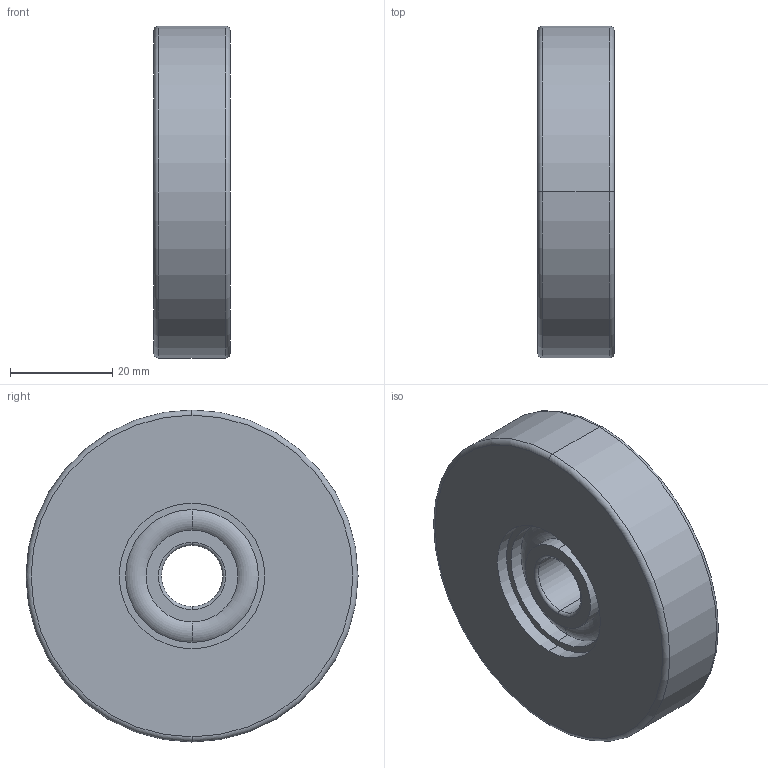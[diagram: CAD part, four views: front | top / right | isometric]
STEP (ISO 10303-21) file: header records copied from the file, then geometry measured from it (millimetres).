
FILE_DESCRIPTION (( 'STEP AP214' ), '1' );
FILE_NAME ('0037394_FPVO-065-15-10-K12.step', '2017-06-30T09:19:07', ( 'Windows-Benutzer' ), ( '' ), 'SwSTEP 2.0', 'SolidWorks 2016', '' );
FILE_SCHEMA (( 'AUTOMOTIVE_DESIGN' ));
Length unit declared in the file: millimetre
Products named in the file (3): 0037394_FPVO-065-15-10-K12; radial ball bearing_68_din_DIN 625 - 6201 - 8,SI,NC,8_68; FPVO-065-15-10-K12_Bandage
Assembly tree (2 placements, depth 2):
  0037394_FPVO-065-15-10-K12
    FPVO-065-15-10-K12_Bandage
    radial ball bearing_68_din_DIN 625 - 6201 - 8,SI,NC,8_68
Bounding box: 15 x 65 x 65 mm (x, y, z)
Volume: 44107 mm3; surface area: 13543 mm2
Topology: 2 solids, 2 shells, 44 faces, 88 edges, 52 vertices
Faces by surface type: cylinder 20, torus 16, plane 8
Entity records: 1278 total; most frequent: DIRECTION 254, CARTESIAN_POINT 189, ORIENTED_EDGE 176, AXIS2_PLACEMENT_3D 117, EDGE_CURVE 88, CIRCLE 68, EDGE_LOOP 52, VERTEX_POINT 52
